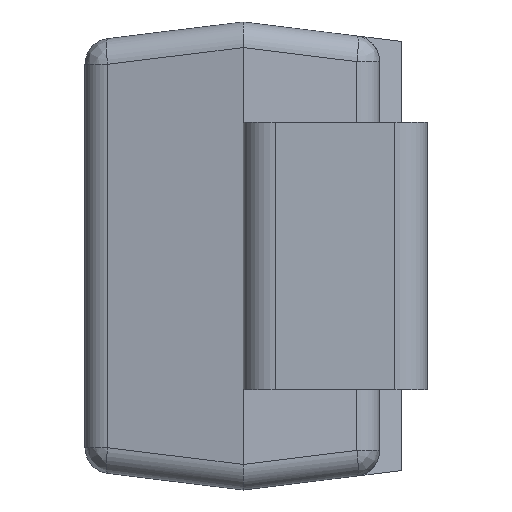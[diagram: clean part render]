
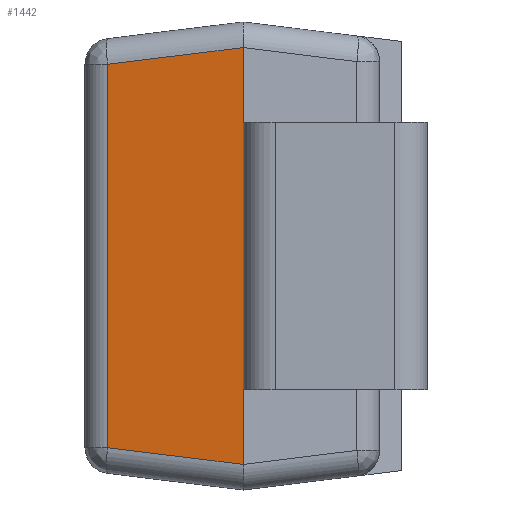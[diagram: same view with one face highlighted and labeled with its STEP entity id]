
A CAD part, left-side view. The second image highlights one B-rep face of the part: STEP entity #1442.
In plain terms, the highlighted planar face has unit normal (-0.993, 0.122, 0).
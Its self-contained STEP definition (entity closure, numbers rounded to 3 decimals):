
#75 = LINE ( 'NONE', #1197, #805 ) ;
#89 = EDGE_CURVE ( 'NONE', #1913, #233, #75, .T. ) ;
#197 = ORIENTED_EDGE ( 'NONE', *, *, #89, .F. ) ;
#233 = VERTEX_POINT ( 'NONE', #923 ) ;
#278 = CARTESIAN_POINT ( 'NONE',  ( -2.162, 1.425, 1.813 ) ) ;
#383 = DIRECTION ( 'NONE',  ( 0., 0., 1. ) ) ;
#399 = FACE_OUTER_BOUND ( 'NONE', #1389, .T. ) ;
#459 = EDGE_CURVE ( 'NONE', #1913, #1883, #544, .T. ) ;
#482 = VERTEX_POINT ( 'NONE', #1387 ) ;
#544 = LINE ( 'NONE', #1405, #651 ) ;
#554 = DIRECTION ( 'NONE',  ( 0.121, 0.985, -0.121 ) ) ;
#651 = VECTOR ( 'NONE', #913, 1000. ) ;
#773 = LINE ( 'NONE', #1076, #1124 ) ;
#805 = VECTOR ( 'NONE', #383, 1000. ) ;
#913 = DIRECTION ( 'NONE',  ( -0.121, -0.985, -0.121 ) ) ;
#917 = DIRECTION ( 'NONE',  ( 0., 0., 1. ) ) ;
#923 = CARTESIAN_POINT ( 'NONE',  ( -2.034, 2.474, 1.485 ) ) ;
#974 = VECTOR ( 'NONE', #554, 1000. ) ;
#1029 = ORIENTED_EDGE ( 'NONE', *, *, #459, .T. ) ;
#1076 = CARTESIAN_POINT ( 'NONE',  ( -2.162, 1.425, 1.813 ) ) ;
#1124 = VECTOR ( 'NONE', #917, 1000. ) ;
#1197 = CARTESIAN_POINT ( 'NONE',  ( -2.034, 2.474, 0. ) ) ;
#1225 = DIRECTION ( 'NONE',  ( -0.993, 0.122, 0. ) ) ;
#1226 = EDGE_CURVE ( 'NONE', #1883, #482, #773, .T. ) ;
#1243 = AXIS2_PLACEMENT_3D ( 'NONE', #278, #1225, #1701 ) ;
#1245 = PLANE ( 'NONE',  #1243 ) ;
#1287 = CARTESIAN_POINT ( 'NONE',  ( -2.034, 2.474, -1.485 ) ) ;
#1387 = CARTESIAN_POINT ( 'NONE',  ( -2.162, 1.425, 1.614 ) ) ;
#1389 = EDGE_LOOP ( 'NONE', ( #1627, #1958, #197, #1029 ) ) ;
#1405 = CARTESIAN_POINT ( 'NONE',  ( -2.034, 2.474, -1.485 ) ) ;
#1442 = ADVANCED_FACE ( 'NONE', ( #399 ), #1245, .T. ) ;
#1592 = EDGE_CURVE ( 'NONE', #482, #233, #1745, .T. ) ;
#1627 = ORIENTED_EDGE ( 'NONE', *, *, #1226, .T. ) ;
#1701 = DIRECTION ( 'NONE',  ( -0.122, -0.993, 0. ) ) ;
#1745 = LINE ( 'NONE', #1986, #974 ) ;
#1883 = VERTEX_POINT ( 'NONE', #1924 ) ;
#1913 = VERTEX_POINT ( 'NONE', #1287 ) ;
#1924 = CARTESIAN_POINT ( 'NONE',  ( -2.162, 1.425, -1.614 ) ) ;
#1958 = ORIENTED_EDGE ( 'NONE', *, *, #1592, .T. ) ;
#1986 = CARTESIAN_POINT ( 'NONE',  ( -2.162, 1.425, 1.614 ) ) ;
